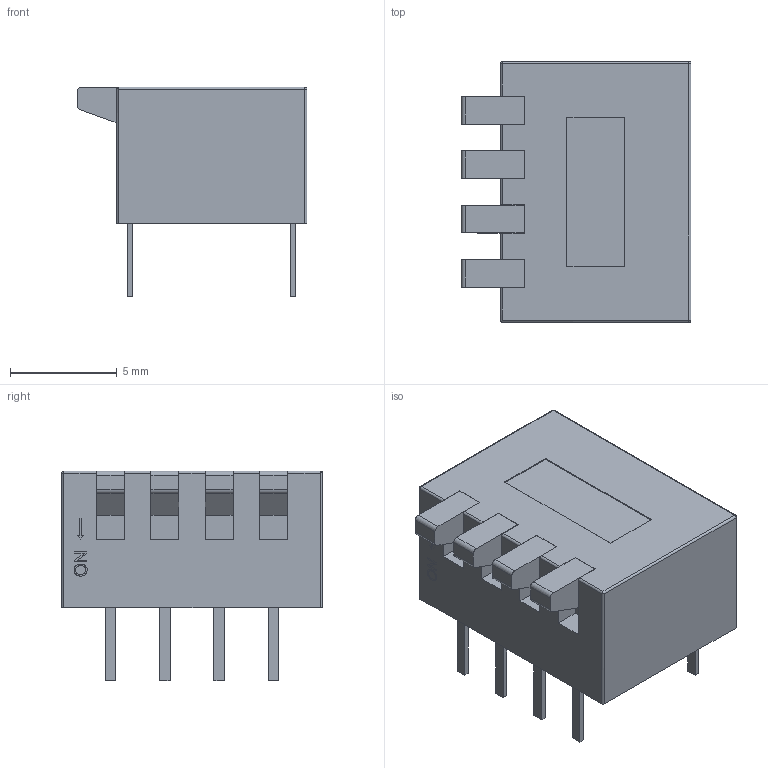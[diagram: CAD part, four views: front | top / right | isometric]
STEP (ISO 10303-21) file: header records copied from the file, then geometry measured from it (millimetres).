
FILE_DESCRIPTION((''),'2;1');
FILE_NAME('SW_OMRON_A6DR-4100.stp','2014-03-31T17:00:27',(''),(''),'Mechanical Desktop 2011','Mechanical Desktop 2011',', , ');
FILE_SCHEMA(('AUTOMOTIVE_DESIGN { 1 2 10303 214 1 1 1 1 }'));
Length unit declared in the file: millimetre
Products named in the file (1): Product
Bounding box: 10.75 x 12.2 x 9.81 mm (x, y, z)
Volume: 704.9 mm3; surface area: 672.3 mm2
Topology: 16 solids, 16 shells, 384 faces, 1035 edges, 685 vertices
Faces by surface type: plane 353, cylinder 20, bspline 8, sphere 3
Entity records: 11832 total; most frequent: CARTESIAN_POINT 2126, ORIENTED_EDGE 2064, DIRECTION 1826, EDGE_CURVE 1032, VECTOR 992, LINE 992, VERTEX_POINT 685, AXIS2_PLACEMENT_3D 417
